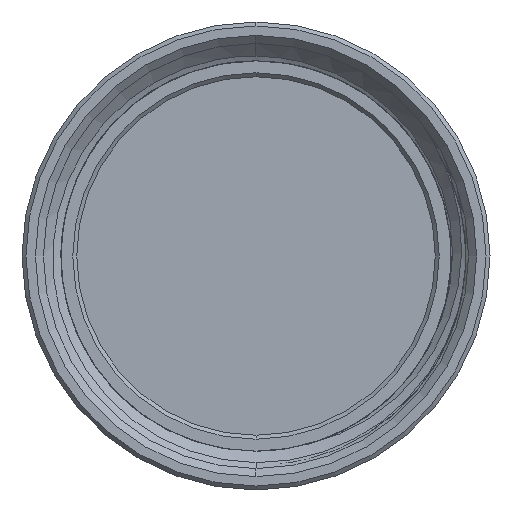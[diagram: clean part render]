
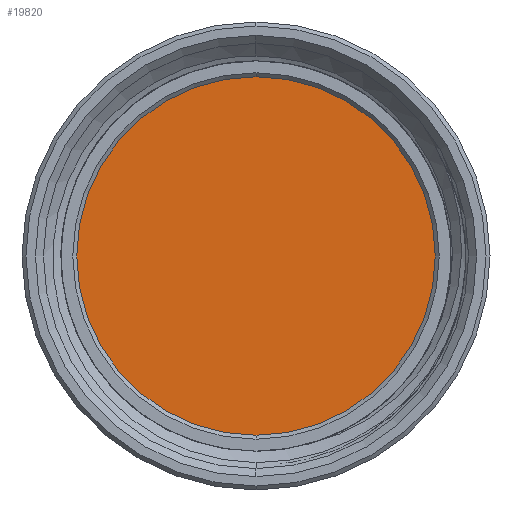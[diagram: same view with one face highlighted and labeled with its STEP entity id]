
A CAD part, left-side view. The second image highlights one B-rep face of the part: STEP entity #19820.
In plain terms, the highlighted planar face has unit normal (-1, 0, 0).
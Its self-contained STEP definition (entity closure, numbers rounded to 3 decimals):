
#7831=CARTESIAN_POINT('',(12.2,0.,0.));
#7832=DIRECTION('',(-1.,0.,0.));
#7833=DIRECTION('',(0.,0.,-1.));
#7834=AXIS2_PLACEMENT_3D('',#7831,#7832,#7833);
#7836=CARTESIAN_POINT('',(12.2,0.,0.));
#7837=DIRECTION('',(-1.,0.,0.));
#7838=DIRECTION('',(0.,0.,1.));
#7839=AXIS2_PLACEMENT_3D('',#7836,#7837,#7838);
#9834=CARTESIAN_POINT('',(12.2,0.,-9.));
#9835=CARTESIAN_POINT('',(12.2,0.,9.));
#9836=VERTEX_POINT('',#9834);
#9837=VERTEX_POINT('',#9835);
#19810=CARTESIAN_POINT('',(12.2,0.,0.));
#19811=DIRECTION('',(1.,0.,0.));
#19812=DIRECTION('',(0.,1.,0.));
#19813=AXIS2_PLACEMENT_3D('',#19810,#19811,#19812);
#19814=PLANE('',#19813);
#19815=ORIENTED_EDGE('',*,*,#19800,.F.);
#19817=ORIENTED_EDGE('',*,*,#19816,.F.);
#19818=EDGE_LOOP('',(#19815,#19817));
#19819=FACE_OUTER_BOUND('',#19818,.F.);
#19820=ADVANCED_FACE('',(#19819),#19814,.F.);
#7835=CIRCLE('',#7834,9.);
#7840=CIRCLE('',#7839,9.);
#19800=EDGE_CURVE('',#9836,#9837,#7835,.T.);
#19816=EDGE_CURVE('',#9837,#9836,#7840,.T.);
